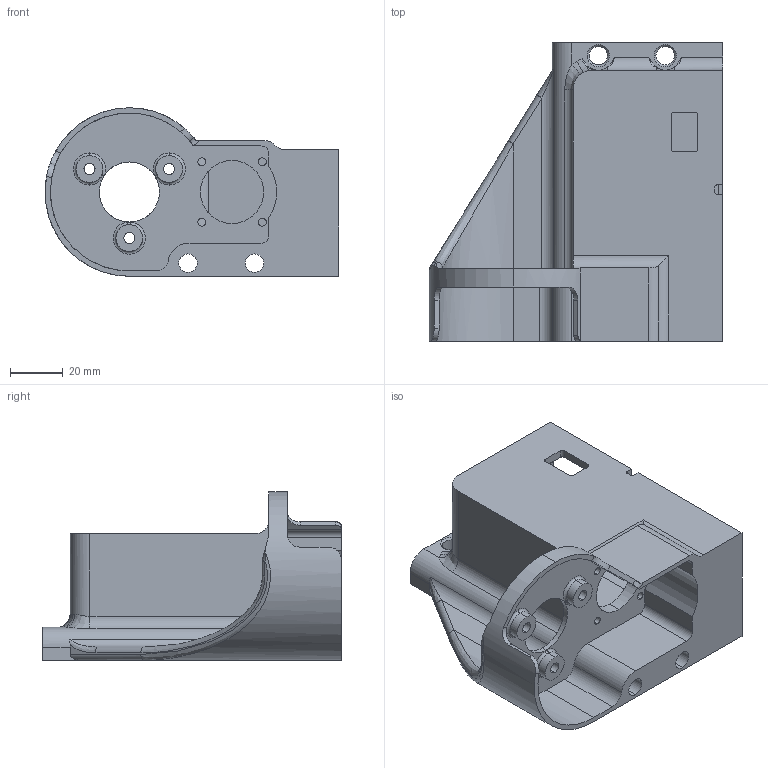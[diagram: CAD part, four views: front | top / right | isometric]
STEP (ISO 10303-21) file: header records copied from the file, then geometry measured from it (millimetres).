
FILE_DESCRIPTION (( 'STEP AP214' ), '1' );
FILE_NAME ('SPI Commutator Enclosure Motor Enclosed.STEP', '2023-09-14T16:22:29', ( '' ), ( '' ), 'SwSTEP 2.0', 'SolidWorks 2023', '' );
FILE_SCHEMA (( 'AUTOMOTIVE_DESIGN' ));
Length unit declared in the file: millimetre
Products named in the file (1): SPI Commutator Enclosure Motor Enclosed
Bounding box: 111.59 x 113.5 x 64 mm (x, y, z)
Volume: 94098.8 mm3; surface area: 62026.7 mm2
Topology: 1 solids, 1 shells, 194 faces, 536 edges, 344 vertices
Faces by surface type: cylinder 81, plane 72, bspline 25, torus 8, cone 7, sphere 1
Entity records: 7812 total; most frequent: CARTESIAN_POINT 2880, ORIENTED_EDGE 1064, DIRECTION 990, EDGE_CURVE 532, AXIS2_PLACEMENT_3D 361, VERTEX_POINT 344, VECTOR 268, LINE 268
